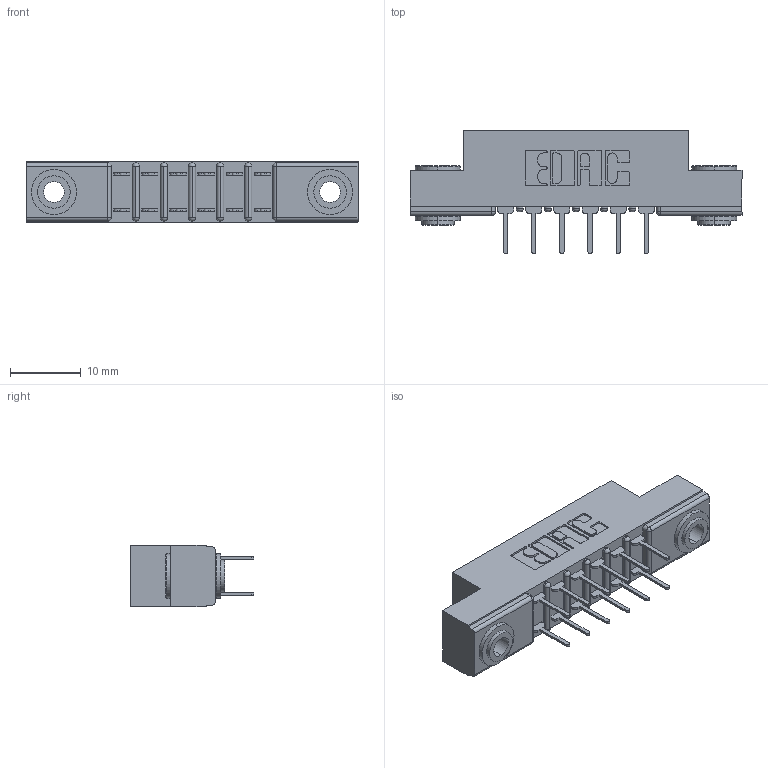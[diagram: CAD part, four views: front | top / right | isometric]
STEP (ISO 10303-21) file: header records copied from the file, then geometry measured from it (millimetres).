
FILE_DESCRIPTION (( 'STEP AP203' ), '1' );
FILE_NAME ('307-012-424-203.STEP', '2020-09-28T14:25:12', ( '' ), ( '' ), 'SwSTEP 2.0', 'SolidWorks 2020', '' );
FILE_SCHEMA (( 'CONFIG_CONTROL_DESIGN' ));
Length unit declared in the file: inch
Products named in the file (4): 307 Part_.156 Dia Mounting Holes; 307-290-001_524; 345-250-002_345-250-002-102; 307-012-424-203
Assembly tree (15 placements, depth 2):
  307-012-424-203
    307 Part_.156 Dia Mounting Holes
    307-290-001_524  x12
    345-250-002_345-250-002-102  x2
Bounding box: 46.79 x 17.42 x 8.71 mm (x, y, z)
Volume: 3059.6 mm3; surface area: 4796.4 mm2
Topology: 15 solids, 15 shells, 729 faces, 1995 edges, 1290 vertices
Faces by surface type: plane 466, cylinder 241, sphere 14, cone 8
Entity records: 10807 total; most frequent: CARTESIAN_POINT 1759, DIRECTION 1753, ORIENTED_EDGE 1730, EDGE_CURVE 865, LINE 641, VECTOR 641, VERTEX_POINT 562, AXIS2_PLACEMENT_3D 556
